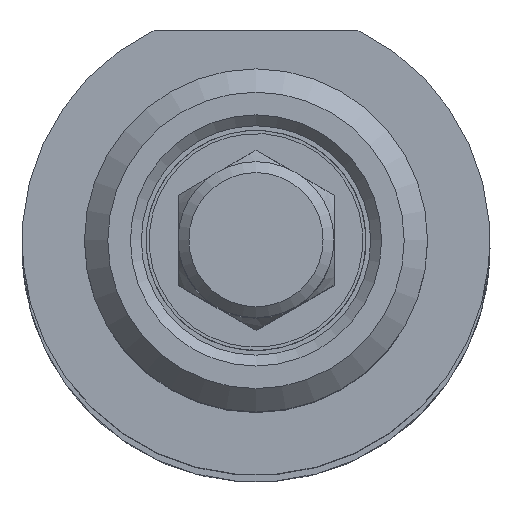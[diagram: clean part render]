
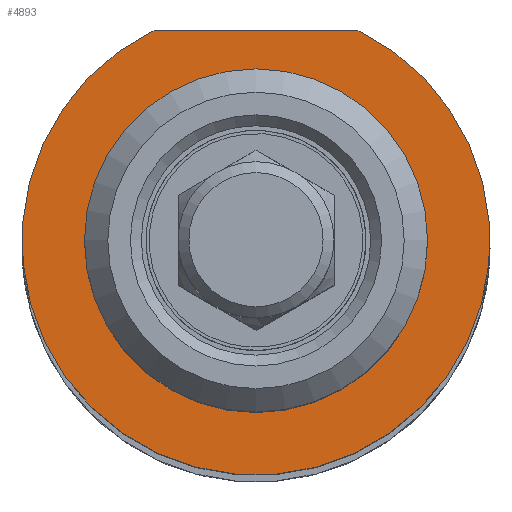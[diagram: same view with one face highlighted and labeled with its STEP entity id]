
A CAD part, top view. The second image highlights one B-rep face of the part: STEP entity #4893.
In plain terms, the highlighted face is planar.
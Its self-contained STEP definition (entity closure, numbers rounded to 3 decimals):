
#4572=CARTESIAN_POINT('',(-6.538,-57.,13.5));
#4573=VERTEX_POINT('',#4572);
#4574=CARTESIAN_POINT('',(6.538,-57.,13.5));
#4575=VERTEX_POINT('',#4574);
#4576=CARTESIAN_POINT('',(-6.538,-57.,13.5));
#4577=DIRECTION('',(1.0,0.0,0.0));
#4578=VECTOR('',#4577,13.077);
#4579=LINE('',#4576,#4578);
#4580=EDGE_CURVE('',#4573,#4575,#4579,.T.);
#4848=CARTESIAN_POINT('',(0.,-57.,11.));
#4849=VERTEX_POINT('',#4848);
#4850=CARTESIAN_POINT('',(0.,-57.,0.));
#4851=DIRECTION('',(0.0,1.0,0.0));
#4852=DIRECTION('',(0.0,0.0,1.0));
#4853=AXIS2_PLACEMENT_3D('',#4850,#4851,#4852);
#4854=CIRCLE('',#4853,11.0);
#4855=EDGE_CURVE('',#4849,#4849,#4854,.T.);
#4868=CARTESIAN_POINT('',(0.,-57.,0.));
#4869=DIRECTION('',(0.0,1.0,0.0));
#4870=DIRECTION('',(-0.436,0.0,0.9));
#4871=AXIS2_PLACEMENT_3D('',#4868,#4869,#4870);
#4872=CIRCLE('',#4871,15.);
#4873=EDGE_CURVE('',#4575,#4573,#4872,.T.);
#4881=CARTESIAN_POINT('',(0.,-57.,1.083));
#4882=DIRECTION('',(0.0,-1.0,0.0));
#4883=DIRECTION('',(0.0,0.0,-1.0));
#4884=AXIS2_PLACEMENT_3D('',#4881,#4882,#4883);
#4885=PLANE('',#4884);
#4886=ORIENTED_EDGE('',*,*,#4580,.F.);
#4887=ORIENTED_EDGE('',*,*,#4873,.F.);
#4888=EDGE_LOOP('',(#4886,#4887));
#4889=FACE_OUTER_BOUND('',#4888,.T.);
#4890=ORIENTED_EDGE('',*,*,#4855,.T.);
#4891=EDGE_LOOP('',(#4890));
#4892=FACE_BOUND('',#4891,.T.);
#4893=ADVANCED_FACE('',(#4889,#4892),#4885,.T.);
